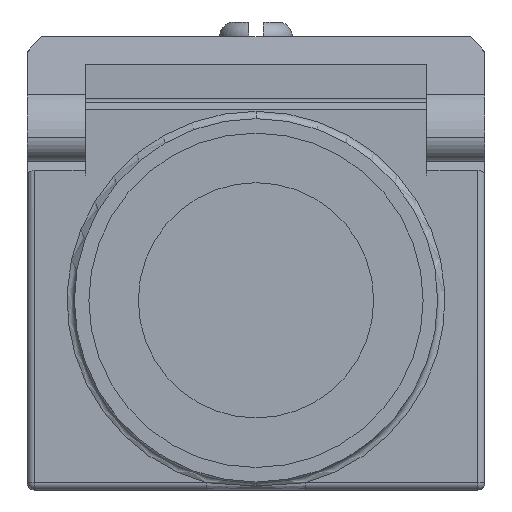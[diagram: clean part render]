
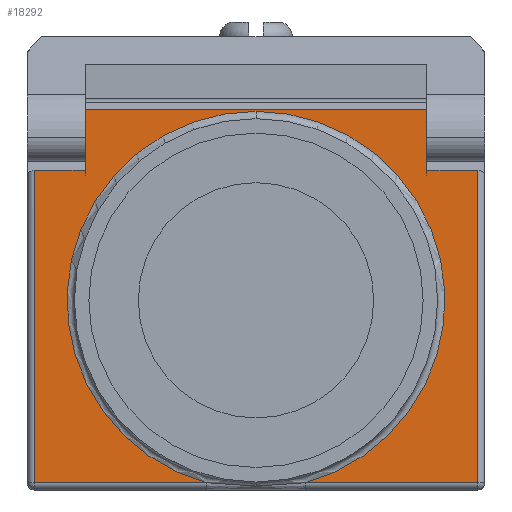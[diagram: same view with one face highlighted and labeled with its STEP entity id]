
A CAD part, front view. The second image highlights one B-rep face of the part: STEP entity #18292.
In plain terms, the highlighted planar face has unit normal (0, -1, 0).
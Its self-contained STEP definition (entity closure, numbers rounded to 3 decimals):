
#549 = ORIENTED_EDGE ( 'NONE', *, *, #15812, .T. ) ;
#643 = CARTESIAN_POINT ( 'NONE',  ( 11.75, 0., 6.441 ) ) ;
#1090 = CARTESIAN_POINT ( 'NONE',  ( -11.75, 0., 6.441 ) ) ;
#1114 = CARTESIAN_POINT ( 'NONE',  ( 15.25, 0., 0. ) ) ;
#1430 = LINE ( 'NONE', #8625, #17852 ) ;
#1558 = PLANE ( 'NONE',  #20201 ) ;
#1650 = CARTESIAN_POINT ( 'NONE',  ( 0., 0., 0. ) ) ;
#1710 = LINE ( 'NONE', #1090, #23792 ) ;
#1719 = DIRECTION ( 'NONE',  ( 0., 0., 1. ) ) ;
#1743 = VERTEX_POINT ( 'NONE', #20359 ) ;
#2125 = VERTEX_POINT ( 'NONE', #19287 ) ;
#2539 = CARTESIAN_POINT ( 'NONE',  ( 0., 0., -2.5 ) ) ;
#3497 = CIRCLE ( 'NONE', #8275, 13. ) ;
#3775 = VECTOR ( 'NONE', #16096, 1000. ) ;
#3796 = DIRECTION ( 'NONE',  ( 0., 0., 1. ) ) ;
#3822 = EDGE_CURVE ( 'NONE', #22119, #15203, #1710, .T. ) ;
#4130 = ORIENTED_EDGE ( 'NONE', *, *, #21299, .T. ) ;
#4332 = VERTEX_POINT ( 'NONE', #7996 ) ;
#4411 = VERTEX_POINT ( 'NONE', #17289 ) ;
#4659 = DIRECTION ( 'NONE',  ( 0., 0., 1. ) ) ;
#4848 = VERTEX_POINT ( 'NONE', #16242 ) ;
#5503 = VECTOR ( 'NONE', #1719, 1000. ) ;
#5605 = LINE ( 'NONE', #22377, #11974 ) ;
#6353 = VECTOR ( 'NONE', #15327, 1000. ) ;
#6467 = LINE ( 'NONE', #9589, #16520 ) ;
#7706 = VERTEX_POINT ( 'NONE', #27733 ) ;
#7919 = FACE_OUTER_BOUND ( 'NONE', #11593, .T. ) ;
#7996 = CARTESIAN_POINT ( 'NONE',  ( 11.75, 0., 6.441 ) ) ;
#8275 = AXIS2_PLACEMENT_3D ( 'NONE', #2539, #17509, #4659 ) ;
#8625 = CARTESIAN_POINT ( 'NONE',  ( -11.75, 0., 6.441 ) ) ;
#8953 = ORIENTED_EDGE ( 'NONE', *, *, #19254, .T. ) ;
#9589 = CARTESIAN_POINT ( 'NONE',  ( 0., 0., 10.65 ) ) ;
#9927 = LINE ( 'NONE', #10411, #15628 ) ;
#9939 = EDGE_CURVE ( 'NONE', #12475, #1743, #17767, .T. ) ;
#10411 = CARTESIAN_POINT ( 'NONE',  ( 0., 0., -15.05 ) ) ;
#10759 = CARTESIAN_POINT ( 'NONE',  ( 0., 0., -2.5 ) ) ;
#11593 = EDGE_LOOP ( 'NONE', ( #13064, #21787, #18112, #4130, #11684, #14941, #8953, #17197, #549, #25225, #19071 ) ) ;
#11684 = ORIENTED_EDGE ( 'NONE', *, *, #25644, .T. ) ;
#11974 = VECTOR ( 'NONE', #22292, 1000. ) ;
#12475 = VERTEX_POINT ( 'NONE', #15709 ) ;
#12914 = DIRECTION ( 'NONE',  ( 0., 0., 1. ) ) ;
#13064 = ORIENTED_EDGE ( 'NONE', *, *, #23940, .T. ) ;
#13213 = VERTEX_POINT ( 'NONE', #22365 ) ;
#13833 = CARTESIAN_POINT ( 'NONE',  ( 0., 0., 10.5 ) ) ;
#14423 = CARTESIAN_POINT ( 'NONE',  ( -11.75, 0., 10.65 ) ) ;
#14863 = EDGE_CURVE ( 'NONE', #4848, #13213, #9927, .T. ) ;
#14941 = ORIENTED_EDGE ( 'NONE', *, *, #9939, .T. ) ;
#15203 = VERTEX_POINT ( 'NONE', #14423 ) ;
#15327 = DIRECTION ( 'NONE',  ( 1., 0., 0. ) ) ;
#15628 = VECTOR ( 'NONE', #23214, 1000. ) ;
#15709 = CARTESIAN_POINT ( 'NONE',  ( 3.391, 0., -15.05 ) ) ;
#15812 = EDGE_CURVE ( 'NONE', #4332, #4411, #27612, .T. ) ;
#16096 = DIRECTION ( 'NONE',  ( 0., 0., 1. ) ) ;
#16242 = CARTESIAN_POINT ( 'NONE',  ( -15.25, 0., -15.05 ) ) ;
#16520 = VECTOR ( 'NONE', #22364, 1000. ) ;
#16620 = DIRECTION ( 'NONE',  ( 0., 1., 0. ) ) ;
#17152 = VECTOR ( 'NONE', #19913, 1000. ) ;
#17197 = ORIENTED_EDGE ( 'NONE', *, *, #26121, .F. ) ;
#17289 = CARTESIAN_POINT ( 'NONE',  ( 11.75, 0., 10.65 ) ) ;
#17509 = DIRECTION ( 'NONE',  ( 0., 1., 0. ) ) ;
#17767 = LINE ( 'NONE', #19707, #6353 ) ;
#17852 = VECTOR ( 'NONE', #23474, 1000. ) ;
#18112 = ORIENTED_EDGE ( 'NONE', *, *, #14863, .T. ) ;
#18292 = ADVANCED_FACE ( 'NONE', ( #7919 ), #1558, .F. ) ;
#19071 = ORIENTED_EDGE ( 'NONE', *, *, #3822, .F. ) ;
#19254 = EDGE_CURVE ( 'NONE', #1743, #7706, #20166, .T. ) ;
#19287 = CARTESIAN_POINT ( 'NONE',  ( -15.25, 0., 6.441 ) ) ;
#19707 = CARTESIAN_POINT ( 'NONE',  ( 0., 0., -15.05 ) ) ;
#19913 = DIRECTION ( 'NONE',  ( 1., 0., 0. ) ) ;
#20166 = LINE ( 'NONE', #1114, #3775 ) ;
#20201 = AXIS2_PLACEMENT_3D ( 'NONE', #1650, #16620, #3796 ) ;
#20350 = DIRECTION ( 'NONE',  ( 0., 0., 1. ) ) ;
#20359 = CARTESIAN_POINT ( 'NONE',  ( 15.25, 0., -15.05 ) ) ;
#21299 = EDGE_CURVE ( 'NONE', #13213, #24188, #22661, .T. ) ;
#21787 = ORIENTED_EDGE ( 'NONE', *, *, #27574, .T. ) ;
#22119 = VERTEX_POINT ( 'NONE', #22383 ) ;
#22292 = DIRECTION ( 'NONE',  ( 0., 0., -1. ) ) ;
#22364 = DIRECTION ( 'NONE',  ( -1., 0., 0. ) ) ;
#22365 = CARTESIAN_POINT ( 'NONE',  ( -3.391, 0., -15.05 ) ) ;
#22377 = CARTESIAN_POINT ( 'NONE',  ( -15.25, 0., 0. ) ) ;
#22383 = CARTESIAN_POINT ( 'NONE',  ( -11.75, 0., 6.441 ) ) ;
#22661 = CIRCLE ( 'NONE', #26261, 13. ) ;
#22807 = LINE ( 'NONE', #643, #17152 ) ;
#23214 = DIRECTION ( 'NONE',  ( 1., 0., 0. ) ) ;
#23474 = DIRECTION ( 'NONE',  ( -1., 0., 0. ) ) ;
#23683 = EDGE_CURVE ( 'NONE', #4411, #15203, #6467, .T. ) ;
#23792 = VECTOR ( 'NONE', #20350, 1000. ) ;
#23940 = EDGE_CURVE ( 'NONE', #22119, #2125, #1430, .T. ) ;
#24188 = VERTEX_POINT ( 'NONE', #13833 ) ;
#25225 = ORIENTED_EDGE ( 'NONE', *, *, #23683, .T. ) ;
#25294 = CARTESIAN_POINT ( 'NONE',  ( 11.75, 0., 6.441 ) ) ;
#25644 = EDGE_CURVE ( 'NONE', #24188, #12475, #3497, .T. ) ;
#25724 = DIRECTION ( 'NONE',  ( 0., 1., 0. ) ) ;
#26121 = EDGE_CURVE ( 'NONE', #4332, #7706, #22807, .T. ) ;
#26261 = AXIS2_PLACEMENT_3D ( 'NONE', #10759, #25724, #12914 ) ;
#27574 = EDGE_CURVE ( 'NONE', #2125, #4848, #5605, .T. ) ;
#27612 = LINE ( 'NONE', #25294, #5503 ) ;
#27733 = CARTESIAN_POINT ( 'NONE',  ( 15.25, 0., 6.441 ) ) ;
